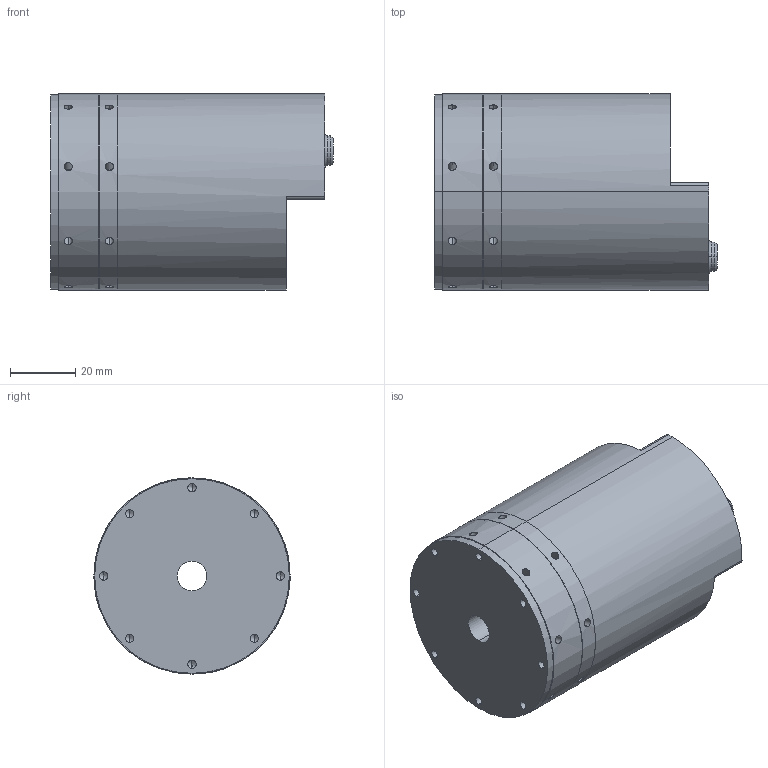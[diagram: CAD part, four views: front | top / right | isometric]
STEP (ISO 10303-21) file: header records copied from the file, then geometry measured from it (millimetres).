
FILE_DESCRIPTION (( 'STEP AP214' ), '1' );
FILE_NAME ('30壽誹-20250916.STEP', '2025-09-16T05:51:42', ( '' ), ( '' ), 'SwSTEP 2.0', 'SolidWorks 2024', '' );
FILE_SCHEMA (( 'AUTOMOTIVE_DESIGN' ));
Length unit declared in the file: millimetre
Products named in the file (1): 30关节-20250916
Bounding box: 86.5 x 60 x 60 mm (x, y, z)
Volume: 206405.4 mm3; surface area: 29957.1 mm2
Topology: 1 solids, 1 shells, 133 faces, 323 edges, 174 vertices
Faces by surface type: cylinder 70, cone 50, plane 11, torus 2
Entity records: 4092 total; most frequent: CARTESIAN_POINT 1191, DIRECTION 627, ORIENTED_EDGE 550, EDGE_CURVE 275, AXIS2_PLACEMENT_3D 250, VERTEX_POINT 174, EDGE_LOOP 165, FACE_OUTER_BOUND 133
